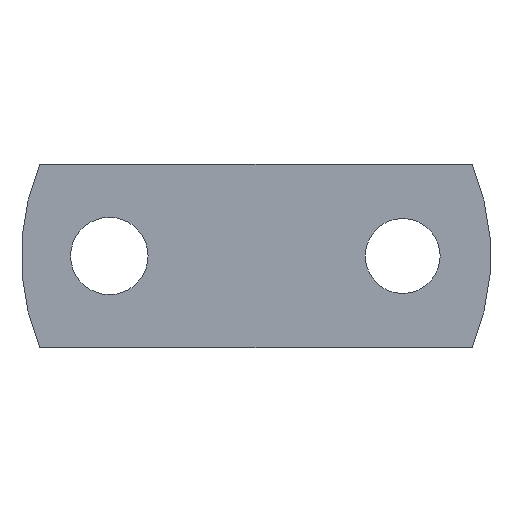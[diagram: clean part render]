
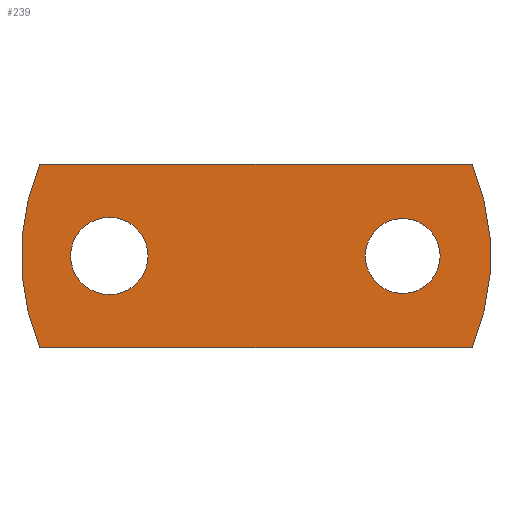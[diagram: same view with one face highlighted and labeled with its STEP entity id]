
A CAD part, front view. The second image highlights one B-rep face of the part: STEP entity #239.
In plain terms, the highlighted planar face has unit normal (0, -1, 0).
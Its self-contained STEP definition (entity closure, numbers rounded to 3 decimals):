
#12 = AXIS2_PLACEMENT_3D ( 'NONE', #332, #368, #246 ) ;
#13 = LINE ( 'NONE', #15, #71 ) ;
#14 = DIRECTION ( 'NONE',  ( 1., 0., 0. ) ) ;
#15 = CARTESIAN_POINT ( 'NONE',  ( -46.761, 0., -19.85 ) ) ;
#19 = DIRECTION ( 'NONE',  ( -1., 0., 0. ) ) ;
#20 = EDGE_CURVE ( 'NONE', #280, #372, #13, .T. ) ;
#22 = DIRECTION ( 'NONE',  ( 0., 0., 1. ) ) ;
#26 = FACE_BOUND ( 'NONE', #127, .T. ) ;
#28 = FACE_BOUND ( 'NONE', #69, .T. ) ;
#33 = VERTEX_POINT ( 'NONE', #291 ) ;
#48 = EDGE_LOOP ( 'NONE', ( #253, #103, #312, #242 ) ) ;
#49 = DIRECTION ( 'NONE',  ( 0., 0., 1. ) ) ;
#51 = PLANE ( 'NONE',  #151 ) ;
#59 = AXIS2_PLACEMENT_3D ( 'NONE', #82, #389, #174 ) ;
#62 = CARTESIAN_POINT ( 'NONE',  ( -31.74, 0., 8.38 ) ) ;
#69 = EDGE_LOOP ( 'NONE', ( #367, #348 ) ) ;
#71 = VECTOR ( 'NONE', #19, 1000. ) ;
#78 = VERTEX_POINT ( 'NONE', #161 ) ;
#80 = EDGE_CURVE ( 'NONE', #224, #317, #225, .T. ) ;
#82 = CARTESIAN_POINT ( 'NONE',  ( -31.74, 0., 0. ) ) ;
#86 = FACE_OUTER_BOUND ( 'NONE', #48, .T. ) ;
#91 = CARTESIAN_POINT ( 'NONE',  ( -46.761, 0., -19.85 ) ) ;
#94 = AXIS2_PLACEMENT_3D ( 'NONE', #208, #152, #154 ) ;
#96 = ORIENTED_EDGE ( 'NONE', *, *, #107, .T. ) ;
#103 = ORIENTED_EDGE ( 'NONE', *, *, #20, .F. ) ;
#107 = EDGE_CURVE ( 'NONE', #33, #364, #352, .T. ) ;
#113 = CARTESIAN_POINT ( 'NONE',  ( 46.761, 0., -19.85 ) ) ;
#123 = EDGE_CURVE ( 'NONE', #364, #33, #165, .T. ) ;
#126 = CARTESIAN_POINT ( 'NONE',  ( 0., 0., 0. ) ) ;
#127 = EDGE_LOOP ( 'NONE', ( #96, #130 ) ) ;
#128 = CIRCLE ( 'NONE', #12, 50.8 ) ;
#130 = ORIENTED_EDGE ( 'NONE', *, *, #123, .T. ) ;
#143 = VECTOR ( 'NONE', #14, 1000. ) ;
#147 = CARTESIAN_POINT ( 'NONE',  ( 0., 0., 0. ) ) ;
#148 = CIRCLE ( 'NONE', #197, 50.8 ) ;
#150 = VERTEX_POINT ( 'NONE', #262 ) ;
#151 = AXIS2_PLACEMENT_3D ( 'NONE', #147, #383, #22 ) ;
#152 = DIRECTION ( 'NONE',  ( 0., 1., 0. ) ) ;
#154 = DIRECTION ( 'NONE',  ( 0., 0., 1. ) ) ;
#157 = DIRECTION ( 'NONE',  ( 0., 1., 0. ) ) ;
#159 = CIRCLE ( 'NONE', #94, 8.1 ) ;
#161 = CARTESIAN_POINT ( 'NONE',  ( 31.74, 0., -8.1 ) ) ;
#165 = CIRCLE ( 'NONE', #59, 8.38 ) ;
#174 = DIRECTION ( 'NONE',  ( 0., 0., 1. ) ) ;
#197 = AXIS2_PLACEMENT_3D ( 'NONE', #126, #157, #248 ) ;
#208 = CARTESIAN_POINT ( 'NONE',  ( 31.74, 0., 0. ) ) ;
#216 = AXIS2_PLACEMENT_3D ( 'NONE', #365, #311, #217 ) ;
#217 = DIRECTION ( 'NONE',  ( 0., 0., 1. ) ) ;
#224 = VERTEX_POINT ( 'NONE', #380 ) ;
#225 = LINE ( 'NONE', #285, #143 ) ;
#239 = ADVANCED_FACE ( 'NONE', ( #86, #26, #28 ), #51, .F. ) ;
#242 = ORIENTED_EDGE ( 'NONE', *, *, #80, .F. ) ;
#246 = DIRECTION ( 'NONE',  ( 0., 0., 1. ) ) ;
#248 = DIRECTION ( 'NONE',  ( 0., 0., 1. ) ) ;
#253 = ORIENTED_EDGE ( 'NONE', *, *, #362, .F. ) ;
#262 = CARTESIAN_POINT ( 'NONE',  ( 31.74, 0., 8.1 ) ) ;
#269 = CIRCLE ( 'NONE', #216, 8.1 ) ;
#280 = VERTEX_POINT ( 'NONE', #113 ) ;
#285 = CARTESIAN_POINT ( 'NONE',  ( -46.761, 0., 19.85 ) ) ;
#291 = CARTESIAN_POINT ( 'NONE',  ( -31.74, 0., -8.38 ) ) ;
#308 = EDGE_CURVE ( 'NONE', #78, #150, #269, .T. ) ;
#311 = DIRECTION ( 'NONE',  ( 0., 1., 0. ) ) ;
#312 = ORIENTED_EDGE ( 'NONE', *, *, #339, .F. ) ;
#313 = EDGE_CURVE ( 'NONE', #150, #78, #159, .T. ) ;
#317 = VERTEX_POINT ( 'NONE', #337 ) ;
#319 = CARTESIAN_POINT ( 'NONE',  ( -31.74, 0., 0. ) ) ;
#332 = CARTESIAN_POINT ( 'NONE',  ( 0., 0., 0. ) ) ;
#337 = CARTESIAN_POINT ( 'NONE',  ( 46.761, 0., 19.85 ) ) ;
#339 = EDGE_CURVE ( 'NONE', #317, #280, #148, .T. ) ;
#346 = AXIS2_PLACEMENT_3D ( 'NONE', #319, #378, #49 ) ;
#348 = ORIENTED_EDGE ( 'NONE', *, *, #313, .T. ) ;
#352 = CIRCLE ( 'NONE', #346, 8.38 ) ;
#362 = EDGE_CURVE ( 'NONE', #372, #224, #128, .T. ) ;
#364 = VERTEX_POINT ( 'NONE', #62 ) ;
#365 = CARTESIAN_POINT ( 'NONE',  ( 31.74, 0., 0. ) ) ;
#367 = ORIENTED_EDGE ( 'NONE', *, *, #308, .T. ) ;
#368 = DIRECTION ( 'NONE',  ( 0., 1., 0. ) ) ;
#372 = VERTEX_POINT ( 'NONE', #91 ) ;
#378 = DIRECTION ( 'NONE',  ( 0., 1., 0. ) ) ;
#380 = CARTESIAN_POINT ( 'NONE',  ( -46.761, 0., 19.85 ) ) ;
#383 = DIRECTION ( 'NONE',  ( 0., 1., 0. ) ) ;
#389 = DIRECTION ( 'NONE',  ( 0., 1., 0. ) ) ;
